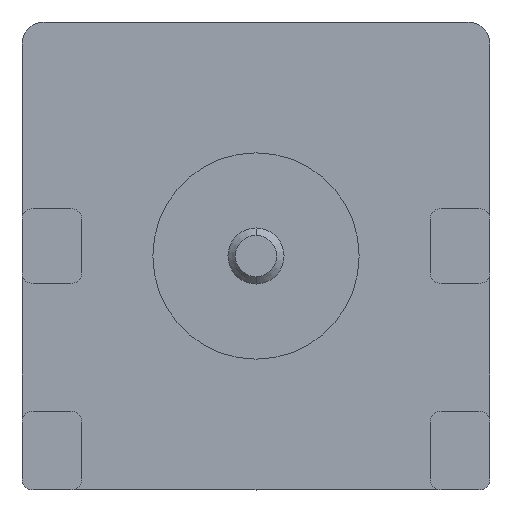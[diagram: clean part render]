
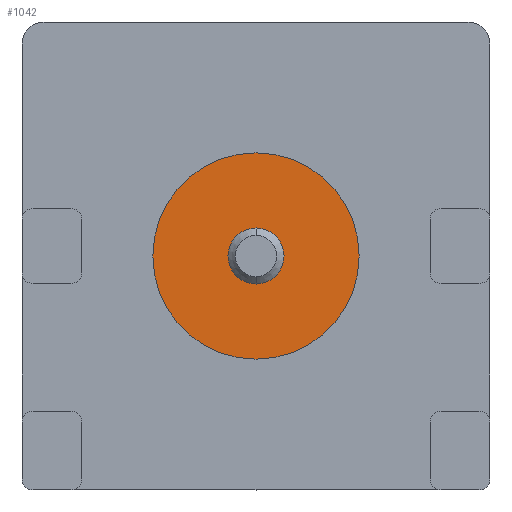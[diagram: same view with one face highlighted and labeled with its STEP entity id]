
A CAD part, front view. The second image highlights one B-rep face of the part: STEP entity #1042.
In plain terms, the highlighted face is planar.
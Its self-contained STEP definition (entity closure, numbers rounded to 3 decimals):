
#58 = VERTEX_POINT ( 'NONE', #4430 ) ;
#989 = VERTEX_POINT ( 'NONE', #2756 ) ;
#1042 = ADVANCED_FACE ( 'NONE', ( #4389 ), #6312, .F. ) ;
#1843 = AXIS2_PLACEMENT_3D ( 'NONE', #6387, #6949, #3419 ) ;
#2047 = DIRECTION ( 'NONE',  ( 0., 0., 1. ) ) ;
#2098 = CARTESIAN_POINT ( 'NONE',  ( 0., 0., 0. ) ) ;
#2262 = CIRCLE ( 'NONE', #6298, 1.4 ) ;
#2300 = EDGE_CURVE ( 'NONE', #989, #58, #2262, .T. ) ;
#2679 = DIRECTION ( 'NONE',  ( 1., 0., 0. ) ) ;
#2756 = CARTESIAN_POINT ( 'NONE',  ( 1.4, 0., 0. ) ) ;
#3419 = DIRECTION ( 'NONE',  ( 1., 0., 0. ) ) ;
#3630 = CIRCLE ( 'NONE', #4337, 1.4 ) ;
#3897 = ORIENTED_EDGE ( 'NONE', *, *, #7190, .F. ) ;
#3953 = ORIENTED_EDGE ( 'NONE', *, *, #2300, .F. ) ;
#4337 = AXIS2_PLACEMENT_3D ( 'NONE', #2098, #6073, #2679 ) ;
#4389 = FACE_OUTER_BOUND ( 'NONE', #7168, .T. ) ;
#4430 = CARTESIAN_POINT ( 'NONE',  ( -1.4, 0., 0. ) ) ;
#5468 = CARTESIAN_POINT ( 'NONE',  ( 0., 0., 0. ) ) ;
#6022 = DIRECTION ( 'NONE',  ( 1., 0., 0. ) ) ;
#6073 = DIRECTION ( 'NONE',  ( 0., 0., 1. ) ) ;
#6298 = AXIS2_PLACEMENT_3D ( 'NONE', #5468, #2047, #6022 ) ;
#6312 = PLANE ( 'NONE',  #1843 ) ;
#6387 = CARTESIAN_POINT ( 'NONE',  ( 0., 0., 0. ) ) ;
#6949 = DIRECTION ( 'NONE',  ( 0., 0., 1. ) ) ;
#7168 = EDGE_LOOP ( 'NONE', ( #3953, #3897 ) ) ;
#7190 = EDGE_CURVE ( 'NONE', #58, #989, #3630, .T. ) ;
